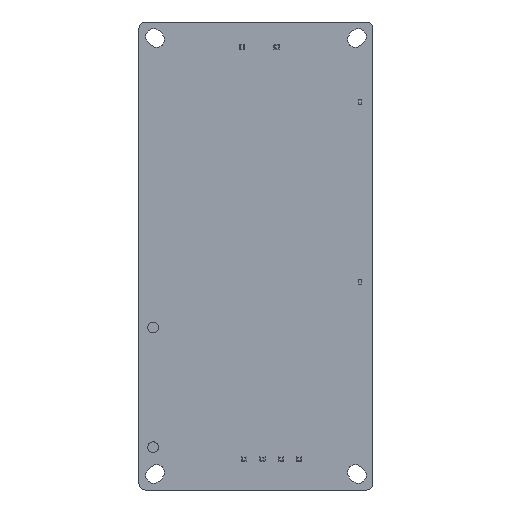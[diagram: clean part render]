
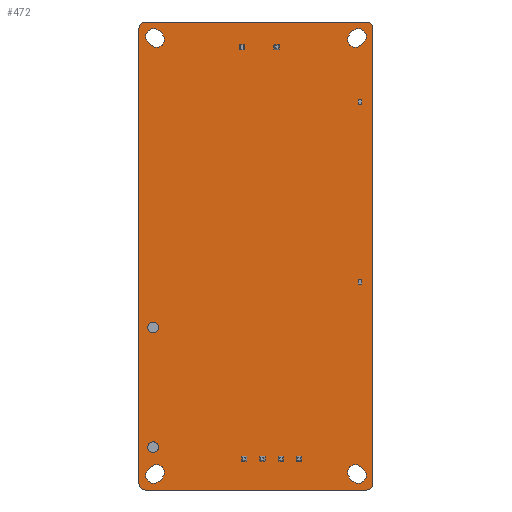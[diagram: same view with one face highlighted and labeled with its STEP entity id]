
A CAD part, front view. The second image highlights one B-rep face of the part: STEP entity #472.
In plain terms, the highlighted planar face has unit normal (0, -1, 0).
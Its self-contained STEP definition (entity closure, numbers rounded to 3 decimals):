
#1=CARTESIAN_POINT('',(-22.24,0.,-47.65));
#2=DIRECTION('',(0.,1.,0.));
#3=DIRECTION('',(0.707,0.,-0.707));
#4=AXIS2_PLACEMENT_3D('',#1,#2,#3);
#6=DIRECTION('',(0.707,0.,0.707));
#7=VECTOR('',#6,0.926);
#8=CARTESIAN_POINT('',(-21.038,0.,-48.852));
#9=LINE('',#8,#7);
#10=CARTESIAN_POINT('',(-21.585,0.,-46.995));
#11=DIRECTION('',(0.,1.,0.));
#12=DIRECTION('',(-0.707,0.,0.707));
#13=AXIS2_PLACEMENT_3D('',#10,#11,#12);
#15=DIRECTION('',(-0.707,0.,-0.707));
#16=VECTOR('',#15,0.926);
#17=CARTESIAN_POINT('',(-22.787,0.,-45.793));
#18=LINE('',#17,#16);
#19=DIRECTION('',(-0.707,0.,0.707));
#20=VECTOR('',#19,0.926);
#21=CARTESIAN_POINT('',(23.442,0.,-46.448));
#22=LINE('',#21,#20);
#23=CARTESIAN_POINT('',(21.585,0.,-46.995));
#24=DIRECTION('',(0.,1.,0.));
#25=DIRECTION('',(-0.707,0.,-0.707));
#26=AXIS2_PLACEMENT_3D('',#23,#24,#25);
#28=DIRECTION('',(0.707,0.,-0.707));
#29=VECTOR('',#28,0.926);
#30=CARTESIAN_POINT('',(20.383,0.,-48.197));
#31=LINE('',#30,#29);
#32=CARTESIAN_POINT('',(22.24,0.,-47.65));
#33=DIRECTION('',(0.,1.,0.));
#34=DIRECTION('',(0.707,0.,0.707));
#35=AXIS2_PLACEMENT_3D('',#32,#33,#34);
#37=DIRECTION('',(0.707,0.,-0.707));
#38=VECTOR('',#37,0.926);
#39=CARTESIAN_POINT('',(-23.442,0.,46.448));
#40=LINE('',#39,#38);
#41=CARTESIAN_POINT('',(-21.585,0.,46.995));
#42=DIRECTION('',(0.,1.,0.));
#43=DIRECTION('',(0.707,0.,0.707));
#44=AXIS2_PLACEMENT_3D('',#41,#42,#43);
#46=DIRECTION('',(-0.707,0.,0.707));
#47=VECTOR('',#46,0.926);
#48=CARTESIAN_POINT('',(-20.383,0.,48.197));
#49=LINE('',#48,#47);
#50=CARTESIAN_POINT('',(-22.24,0.,47.65));
#51=DIRECTION('',(0.,1.,0.));
#52=DIRECTION('',(-0.707,0.,-0.707));
#53=AXIS2_PLACEMENT_3D('',#50,#51,#52);
#55=CARTESIAN_POINT('',(22.24,0.,47.65));
#56=DIRECTION('',(0.,1.,0.));
#57=DIRECTION('',(-0.707,0.,0.707));
#58=AXIS2_PLACEMENT_3D('',#55,#56,#57);
#60=DIRECTION('',(-0.707,0.,-0.707));
#61=VECTOR('',#60,0.926);
#62=CARTESIAN_POINT('',(21.038,0.,48.852));
#63=LINE('',#62,#61);
#64=CARTESIAN_POINT('',(21.585,0.,46.995));
#65=DIRECTION('',(0.,1.,0.));
#66=DIRECTION('',(0.707,0.,-0.707));
#67=AXIS2_PLACEMENT_3D('',#64,#65,#66);
#69=DIRECTION('',(0.707,0.,0.707));
#70=VECTOR('',#69,0.926);
#71=CARTESIAN_POINT('',(22.787,0.,45.793));
#72=LINE('',#71,#70);
#73=CARTESIAN_POINT('',(23.99,0.,49.39));
#74=DIRECTION('',(0.,-1.,0.));
#75=DIRECTION('',(1.,0.,0.));
#76=AXIS2_PLACEMENT_3D('',#73,#74,#75);
#78=DIRECTION('',(0.,0.,-1.));
#79=VECTOR('',#78,98.78);
#80=CARTESIAN_POINT('',(25.4,0.,49.39));
#81=LINE('',#80,#79);
#82=CARTESIAN_POINT('',(23.99,0.,-49.39));
#83=DIRECTION('',(0.,-1.,0.));
#84=DIRECTION('',(0.,0.,-1.));
#85=AXIS2_PLACEMENT_3D('',#82,#83,#84);
#87=DIRECTION('',(-1.,0.,0.));
#88=VECTOR('',#87,47.98);
#89=CARTESIAN_POINT('',(23.99,0.,-50.8));
#90=LINE('',#89,#88);
#91=CARTESIAN_POINT('',(-23.99,0.,-49.39));
#92=DIRECTION('',(0.,-1.,0.));
#93=DIRECTION('',(-1.,0.,0.));
#94=AXIS2_PLACEMENT_3D('',#91,#92,#93);
#96=DIRECTION('',(0.,0.,1.));
#97=VECTOR('',#96,98.78);
#98=CARTESIAN_POINT('',(-25.4,0.,-49.39));
#99=LINE('',#98,#97);
#100=CARTESIAN_POINT('',(-23.99,0.,49.39));
#101=DIRECTION('',(0.,-1.,0.));
#102=DIRECTION('',(0.,0.,1.));
#103=AXIS2_PLACEMENT_3D('',#100,#101,#102);
#105=DIRECTION('',(1.,0.,0.));
#106=VECTOR('',#105,47.98);
#107=CARTESIAN_POINT('',(-23.99,0.,50.8));
#108=LINE('',#107,#106);
#313=CARTESIAN_POINT('',(-21.038,0.,-48.852));
#314=CARTESIAN_POINT('',(-23.442,0.,-46.448));
#315=VERTEX_POINT('',#313);
#316=VERTEX_POINT('',#314);
#317=CARTESIAN_POINT('',(-20.383,0.,-48.197));
#318=VERTEX_POINT('',#317);
#319=CARTESIAN_POINT('',(-22.787,0.,-45.793));
#320=VERTEX_POINT('',#319);
#321=CARTESIAN_POINT('',(23.442,0.,-46.448));
#322=CARTESIAN_POINT('',(22.787,0.,-45.793));
#323=VERTEX_POINT('',#321);
#324=VERTEX_POINT('',#322);
#325=CARTESIAN_POINT('',(20.383,0.,-48.197));
#326=VERTEX_POINT('',#325);
#327=CARTESIAN_POINT('',(21.038,0.,-48.852));
#328=VERTEX_POINT('',#327);
#329=CARTESIAN_POINT('',(-23.442,0.,46.448));
#330=CARTESIAN_POINT('',(-22.787,0.,45.793));
#331=VERTEX_POINT('',#329);
#332=VERTEX_POINT('',#330);
#333=CARTESIAN_POINT('',(-20.383,0.,48.197));
#334=VERTEX_POINT('',#333);
#335=CARTESIAN_POINT('',(-21.038,0.,48.852));
#336=VERTEX_POINT('',#335);
#337=CARTESIAN_POINT('',(21.038,0.,48.852));
#338=CARTESIAN_POINT('',(23.442,0.,46.448));
#339=VERTEX_POINT('',#337);
#340=VERTEX_POINT('',#338);
#341=CARTESIAN_POINT('',(20.383,0.,48.197));
#342=VERTEX_POINT('',#341);
#343=CARTESIAN_POINT('',(22.787,0.,45.793));
#344=VERTEX_POINT('',#343);
#377=CARTESIAN_POINT('',(25.4,0.,49.39));
#378=CARTESIAN_POINT('',(23.99,0.,50.8));
#379=VERTEX_POINT('',#377);
#380=VERTEX_POINT('',#378);
#385=CARTESIAN_POINT('',(-23.99,0.,50.8));
#386=CARTESIAN_POINT('',(-25.4,0.,49.39));
#387=VERTEX_POINT('',#385);
#388=VERTEX_POINT('',#386);
#393=CARTESIAN_POINT('',(23.99,0.,-50.8));
#394=CARTESIAN_POINT('',(25.4,0.,-49.39));
#395=VERTEX_POINT('',#393);
#396=VERTEX_POINT('',#394);
#401=CARTESIAN_POINT('',(-25.4,0.,-49.39));
#402=CARTESIAN_POINT('',(-23.99,0.,-50.8));
#403=VERTEX_POINT('',#401);
#404=VERTEX_POINT('',#402);
#409=CARTESIAN_POINT('',(0.,0.,0.));
#410=DIRECTION('',(0.,1.,0.));
#411=DIRECTION('',(1.,0.,0.));
#412=AXIS2_PLACEMENT_3D('',#409,#410,#411);
#413=PLANE('',#412);
#415=ORIENTED_EDGE('',*,*,#414,.F.);
#417=ORIENTED_EDGE('',*,*,#416,.T.);
#419=ORIENTED_EDGE('',*,*,#418,.F.);
#421=ORIENTED_EDGE('',*,*,#420,.T.);
#423=ORIENTED_EDGE('',*,*,#422,.F.);
#425=ORIENTED_EDGE('',*,*,#424,.T.);
#427=ORIENTED_EDGE('',*,*,#426,.F.);
#429=ORIENTED_EDGE('',*,*,#428,.T.);
#430=EDGE_LOOP('',(#415,#417,#419,#421,#423,#425,#427,#429));
#431=FACE_OUTER_BOUND('',#430,.F.);
#433=ORIENTED_EDGE('',*,*,#432,.T.);
#435=ORIENTED_EDGE('',*,*,#434,.F.);
#437=ORIENTED_EDGE('',*,*,#436,.T.);
#439=ORIENTED_EDGE('',*,*,#438,.F.);
#440=EDGE_LOOP('',(#433,#435,#437,#439));
#441=FACE_BOUND('',#440,.F.);
#443=ORIENTED_EDGE('',*,*,#442,.T.);
#445=ORIENTED_EDGE('',*,*,#444,.F.);
#447=ORIENTED_EDGE('',*,*,#446,.T.);
#449=ORIENTED_EDGE('',*,*,#448,.F.);
#450=EDGE_LOOP('',(#443,#445,#447,#449));
#451=FACE_BOUND('',#450,.F.);
#453=ORIENTED_EDGE('',*,*,#452,.F.);
#455=ORIENTED_EDGE('',*,*,#454,.T.);
#457=ORIENTED_EDGE('',*,*,#456,.F.);
#459=ORIENTED_EDGE('',*,*,#458,.T.);
#460=EDGE_LOOP('',(#453,#455,#457,#459));
#461=FACE_BOUND('',#460,.F.);
#463=ORIENTED_EDGE('',*,*,#462,.F.);
#465=ORIENTED_EDGE('',*,*,#464,.T.);
#467=ORIENTED_EDGE('',*,*,#466,.F.);
#469=ORIENTED_EDGE('',*,*,#468,.T.);
#470=EDGE_LOOP('',(#463,#465,#467,#469));
#471=FACE_BOUND('',#470,.F.);
#5=CIRCLE('',#4,1.7);
#14=CIRCLE('',#13,1.7);
#27=CIRCLE('',#26,1.7);
#36=CIRCLE('',#35,1.7);
#45=CIRCLE('',#44,1.7);
#54=CIRCLE('',#53,1.7);
#59=CIRCLE('',#58,1.7);
#68=CIRCLE('',#67,1.7);
#77=CIRCLE('',#76,1.41);
#86=CIRCLE('',#85,1.41);
#95=CIRCLE('',#94,1.41);
#104=CIRCLE('',#103,1.41);
#414=EDGE_CURVE('',#379,#380,#77,.T.);
#416=EDGE_CURVE('',#379,#396,#81,.T.);
#418=EDGE_CURVE('',#395,#396,#86,.T.);
#420=EDGE_CURVE('',#395,#404,#90,.T.);
#422=EDGE_CURVE('',#403,#404,#95,.T.);
#424=EDGE_CURVE('',#403,#388,#99,.T.);
#426=EDGE_CURVE('',#387,#388,#104,.T.);
#428=EDGE_CURVE('',#387,#380,#108,.T.);
#432=EDGE_CURVE('',#323,#324,#22,.T.);
#434=EDGE_CURVE('',#326,#324,#27,.T.);
#436=EDGE_CURVE('',#326,#328,#31,.T.);
#438=EDGE_CURVE('',#323,#328,#36,.T.);
#442=EDGE_CURVE('',#331,#332,#40,.T.);
#444=EDGE_CURVE('',#334,#332,#45,.T.);
#446=EDGE_CURVE('',#334,#336,#49,.T.);
#448=EDGE_CURVE('',#331,#336,#54,.T.);
#452=EDGE_CURVE('',#339,#340,#59,.T.);
#454=EDGE_CURVE('',#339,#342,#63,.T.);
#456=EDGE_CURVE('',#344,#342,#68,.T.);
#458=EDGE_CURVE('',#344,#340,#72,.T.);
#462=EDGE_CURVE('',#315,#316,#5,.T.);
#464=EDGE_CURVE('',#315,#318,#9,.T.);
#466=EDGE_CURVE('',#320,#318,#14,.T.);
#468=EDGE_CURVE('',#320,#316,#18,.T.);
#472=ADVANCED_FACE('',(#431,#441,#451,#461,#471),#413,.F.);
